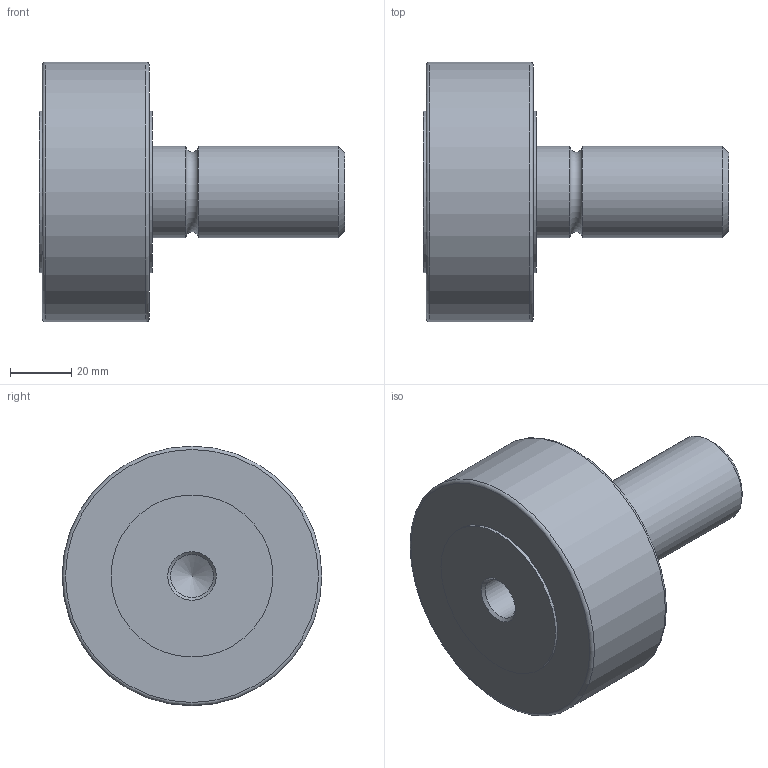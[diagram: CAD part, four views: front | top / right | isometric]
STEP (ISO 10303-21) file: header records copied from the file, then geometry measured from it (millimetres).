
FILE_DESCRIPTION( ( 'STEP AP214' ), ' ' );
FILE_NAME( 'KR85-PP.stp', '2015-11-01T16:33:34', ( '' ), ( '' ), ' ', 'PARTsolutions', ' ' );
FILE_SCHEMA( ( 'AUTOMOTIVE_DESIGN { 1 0 10303 214 1 1 1 1 }' ) );
Length unit declared in the file: millimetre
Products named in the file (6): KR85-PP; _KR85-PP_PART1; _KR85-PP_PART2; _KR85-PP_PART3; _KR85-PP_PART4; _KR85-PP_PART5
Assembly tree (8 placements, depth 2):
  KR85-PP
    _KR85-PP_PART1
    _KR85-PP_PART2
    _KR85-PP_PART3
    _KR85-PP_PART4
    _KR85-PP_PART5  x4
Bounding box: 100 x 85 x 85 mm (x, y, z)
Volume: 237405.9 mm3; surface area: 51268.2 mm2
Topology: 8 solids, 8 shells, 67 faces, 133 edges, 84 vertices
Faces by surface type: plane 36, cylinder 17, torus 11, cone 3
Full cylindrical faces by diameter (mm): 5.75 x4, 14 x1, 30 x3, 35.75 x1, 36.9 x1, 46.1 x1, 47.25 x1, 53 x4, 85 x1
Entity records: 1822 total; most frequent: DIRECTION 254, CARTESIAN_POINT 210, ORIENTED_EDGE 164, AXIS2_PLACEMENT_3D 111, EDGE_LOOP 92, EDGE_CURVE 82, FACE_OUTER_BOUND 71, VERTEX_POINT 67
